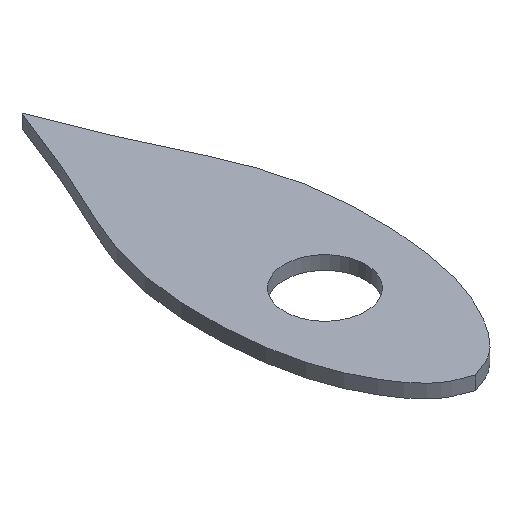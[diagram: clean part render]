
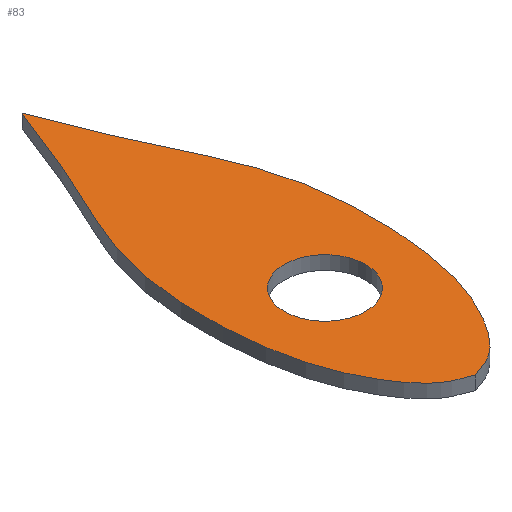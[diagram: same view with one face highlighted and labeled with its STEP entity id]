
A CAD part, isometric view. The second image highlights one B-rep face of the part: STEP entity #83.
In plain terms, the highlighted planar face has unit normal (0, 0, 1).
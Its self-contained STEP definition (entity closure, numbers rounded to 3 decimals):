
#16=FACE_BOUND('',#36,.T.);
#18=PLANE('',#102);
#19=(
BOUNDED_CURVE()
B_SPLINE_CURVE(5,(#197,#198,#199,#200,#201,#202,#203,#204,#205,#206,#207,
#208,#209,#210,#211,#212,#213,#214,#215,#216,#217,#218,#219,#220,#221,#222,
#223,#224,#225,#226,#227,#228,#229,#230,#231),.UNSPECIFIED.,.F.,.F.)
B_SPLINE_CURVE_WITH_KNOTS((6,1,1,1,1,1,1,1,1,1,1,1,1,1,1,1,1,1,1,1,1,1,
1,1,1,1,1,1,1,1,6),(0.,0.033,0.067,0.1,0.133,
0.167,0.2,0.233,0.267,0.3,0.333,
0.367,0.4,0.433,0.467,0.5,0.533,
0.567,0.6,0.633,0.667,0.7,0.733,
0.767,0.8,0.833,0.867,0.9,0.933,
0.967,1.),.UNSPECIFIED.)
CURVE()
GEOMETRIC_REPRESENTATION_ITEM()
RATIONAL_B_SPLINE_CURVE((1.,1.,1.,1.,1.,1.,1.,1.,1.,1.,1.,1.,1.,1.,1.,1.,
1.,1.,1.,1.,1.,1.,1.,1.,1.,1.,1.,1.,1.,1.,1.,1.,1.,1.,1.))
REPRESENTATION_ITEM('')
);
#21=(
BOUNDED_CURVE()
B_SPLINE_CURVE(5,(#341,#342,#343,#344,#345,#346,#347,#348,#349,#350,#351,
#352,#353,#354,#355,#356,#357,#358,#359,#360,#361,#362,#363,#364,#365,#366,
#367,#368,#369,#370,#371,#372,#373,#374,#375),.UNSPECIFIED.,.F.,.F.)
B_SPLINE_CURVE_WITH_KNOTS((6,1,1,1,1,1,1,1,1,1,1,1,1,1,1,1,1,1,1,1,1,1,
1,1,1,1,1,1,1,1,6),(0.,0.033,0.067,0.1,0.133,
0.167,0.2,0.233,0.267,0.3,0.333,
0.367,0.4,0.433,0.467,0.5,0.533,
0.567,0.6,0.633,0.667,0.7,0.733,
0.767,0.8,0.833,0.867,0.9,0.933,
0.967,1.),.UNSPECIFIED.)
CURVE()
GEOMETRIC_REPRESENTATION_ITEM()
RATIONAL_B_SPLINE_CURVE((1.,1.,1.,1.,1.,1.,1.,1.,1.,1.,1.,1.,1.,1.,1.,1.,
1.,1.,1.,1.,1.,1.,1.,1.,1.,1.,1.,1.,1.,1.,1.,1.,1.,1.,1.))
REPRESENTATION_ITEM('')
);
#29=FACE_OUTER_BOUND('',#35,.T.);
#35=EDGE_LOOP('',(#75,#76));
#36=EDGE_LOOP('',(#77));
#44=CIRCLE('',#100,30.);
#46=VERTEX_POINT('',#122);
#47=VERTEX_POINT('',#195);
#48=VERTEX_POINT('',#196);
#53=EDGE_CURVE('',#46,#46,#44,.T.);
#54=EDGE_CURVE('',#47,#48,#19,.T.);
#58=EDGE_CURVE('',#47,#48,#21,.T.);
#75=ORIENTED_EDGE('',*,*,#58,.F.);
#76=ORIENTED_EDGE('',*,*,#54,.T.);
#77=ORIENTED_EDGE('',*,*,#53,.F.);
#83=ADVANCED_FACE('',(#29,#16),#18,.F.);
#100=AXIS2_PLACEMENT_3D('',#124,#110,#111);
#102=AXIS2_PLACEMENT_3D('',#412,#116,#117);
#110=DIRECTION('center_axis',(0.,0.,1.));
#111=DIRECTION('ref_axis',(-1.,0.,0.));
#116=DIRECTION('center_axis',(0.,0.,-1.));
#117=DIRECTION('ref_axis',(-1.,0.,0.));
#122=CARTESIAN_POINT('',(30.,-650.,10.));
#124=CARTESIAN_POINT('Origin',(0.,-650.,
10.));
#195=CARTESIAN_POINT('',(0.,-760.988,10.));
#196=CARTESIAN_POINT('',(0.,-426.572,10.));
#197=CARTESIAN_POINT('Ctrl Pts',(0.,-760.988,10.));
#198=CARTESIAN_POINT('Ctrl Pts',(0.966,-760.597,10.));
#199=CARTESIAN_POINT('Ctrl Pts',(2.96,-759.842,10.));
#200=CARTESIAN_POINT('Ctrl Pts',(6.13,-758.793,10.));
#201=CARTESIAN_POINT('Ctrl Pts',(10.697,-757.312,10.));
#202=CARTESIAN_POINT('Ctrl Pts',(16.832,-754.195,10.));
#203=CARTESIAN_POINT('Ctrl Pts',(23.184,-749.067,10.));
#204=CARTESIAN_POINT('Ctrl Pts',(29.507,-742.011,10.));
#205=CARTESIAN_POINT('Ctrl Pts',(35.552,-733.49,10.));
#206=CARTESIAN_POINT('Ctrl Pts',(41.108,-724.118,10.));
#207=CARTESIAN_POINT('Ctrl Pts',(46.04,-714.303,10.));
#208=CARTESIAN_POINT('Ctrl Pts',(50.312,-704.069,10.));
#209=CARTESIAN_POINT('Ctrl Pts',(53.943,-693.231,10.));
#210=CARTESIAN_POINT('Ctrl Pts',(56.978,-681.502,10.));
#211=CARTESIAN_POINT('Ctrl Pts',(59.452,-668.627,10.));
#212=CARTESIAN_POINT('Ctrl Pts',(61.356,-654.515,10.));
#213=CARTESIAN_POINT('Ctrl Pts',(62.612,-639.328,10.));
#214=CARTESIAN_POINT('Ctrl Pts',(63.111,-623.387,10.));
#215=CARTESIAN_POINT('Ctrl Pts',(62.732,-607.117,10.));
#216=CARTESIAN_POINT('Ctrl Pts',(61.372,-590.966,10.));
#217=CARTESIAN_POINT('Ctrl Pts',(58.972,-575.344,10.));
#218=CARTESIAN_POINT('Ctrl Pts',(55.544,-560.555,10.));
#219=CARTESIAN_POINT('Ctrl Pts',(51.201,-546.712,10.));
#220=CARTESIAN_POINT('Ctrl Pts',(46.153,-533.742,10.));
#221=CARTESIAN_POINT('Ctrl Pts',(40.656,-521.456,10.));
#222=CARTESIAN_POINT('Ctrl Pts',(34.979,-509.597,10.));
#223=CARTESIAN_POINT('Ctrl Pts',(29.36,-497.91,10.));
#224=CARTESIAN_POINT('Ctrl Pts',(23.976,-486.18,10.));
#225=CARTESIAN_POINT('Ctrl Pts',(18.889,-474.312,10.));
#226=CARTESIAN_POINT('Ctrl Pts',(14.056,-462.322,10.));
#227=CARTESIAN_POINT('Ctrl Pts',(9.379,-450.291,10.));
#228=CARTESIAN_POINT('Ctrl Pts',(5.666,-440.718,10.));
#229=CARTESIAN_POINT('Ctrl Pts',(2.85,-433.611,10.));
#230=CARTESIAN_POINT('Ctrl Pts',(0.953,-428.912,10.));
#231=CARTESIAN_POINT('Ctrl Pts',(0.,-426.572,
10.));
#341=CARTESIAN_POINT('Ctrl Pts',(0.,-760.988,
10.));
#342=CARTESIAN_POINT('Ctrl Pts',(-0.966,-760.597,10.));
#343=CARTESIAN_POINT('Ctrl Pts',(-2.96,-759.842,10.));
#344=CARTESIAN_POINT('Ctrl Pts',(-6.13,-758.793,10.));
#345=CARTESIAN_POINT('Ctrl Pts',(-10.697,-757.312,10.));
#346=CARTESIAN_POINT('Ctrl Pts',(-16.832,-754.195,10.));
#347=CARTESIAN_POINT('Ctrl Pts',(-23.184,-749.067,10.));
#348=CARTESIAN_POINT('Ctrl Pts',(-29.507,-742.011,10.));
#349=CARTESIAN_POINT('Ctrl Pts',(-35.552,-733.49,10.));
#350=CARTESIAN_POINT('Ctrl Pts',(-41.108,-724.118,10.));
#351=CARTESIAN_POINT('Ctrl Pts',(-46.04,-714.303,10.));
#352=CARTESIAN_POINT('Ctrl Pts',(-50.312,-704.069,10.));
#353=CARTESIAN_POINT('Ctrl Pts',(-53.943,-693.231,10.));
#354=CARTESIAN_POINT('Ctrl Pts',(-56.978,-681.502,10.));
#355=CARTESIAN_POINT('Ctrl Pts',(-59.452,-668.627,10.));
#356=CARTESIAN_POINT('Ctrl Pts',(-61.356,-654.515,10.));
#357=CARTESIAN_POINT('Ctrl Pts',(-62.612,-639.328,10.));
#358=CARTESIAN_POINT('Ctrl Pts',(-63.111,-623.387,10.));
#359=CARTESIAN_POINT('Ctrl Pts',(-62.732,-607.117,10.));
#360=CARTESIAN_POINT('Ctrl Pts',(-61.372,-590.966,10.));
#361=CARTESIAN_POINT('Ctrl Pts',(-58.972,-575.344,10.));
#362=CARTESIAN_POINT('Ctrl Pts',(-55.544,-560.555,10.));
#363=CARTESIAN_POINT('Ctrl Pts',(-51.201,-546.712,10.));
#364=CARTESIAN_POINT('Ctrl Pts',(-46.153,-533.742,10.));
#365=CARTESIAN_POINT('Ctrl Pts',(-40.656,-521.456,10.));
#366=CARTESIAN_POINT('Ctrl Pts',(-34.979,-509.597,10.));
#367=CARTESIAN_POINT('Ctrl Pts',(-29.36,-497.91,10.));
#368=CARTESIAN_POINT('Ctrl Pts',(-23.976,-486.18,10.));
#369=CARTESIAN_POINT('Ctrl Pts',(-18.889,-474.312,10.));
#370=CARTESIAN_POINT('Ctrl Pts',(-14.056,-462.322,10.));
#371=CARTESIAN_POINT('Ctrl Pts',(-9.379,-450.291,10.));
#372=CARTESIAN_POINT('Ctrl Pts',(-5.666,-440.718,10.));
#373=CARTESIAN_POINT('Ctrl Pts',(-2.85,-433.611,10.));
#374=CARTESIAN_POINT('Ctrl Pts',(-0.953,-428.912,10.));
#375=CARTESIAN_POINT('Ctrl Pts',(0.,-426.572,10.));
#412=CARTESIAN_POINT('Origin',(0.,-593.78,
10.));
